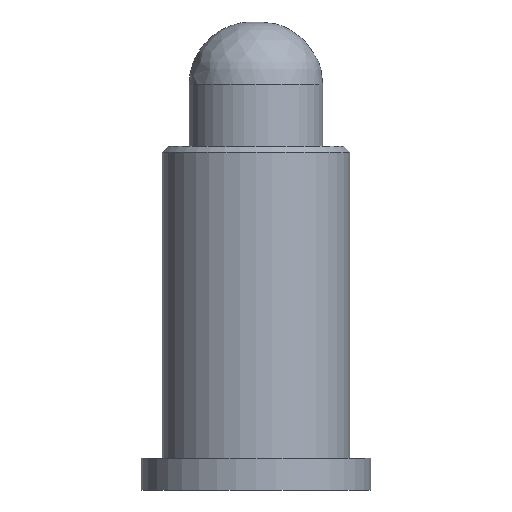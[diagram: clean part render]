
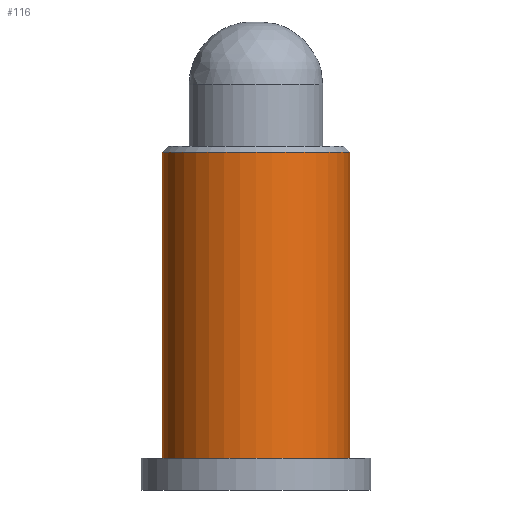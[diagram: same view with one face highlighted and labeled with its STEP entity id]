
A CAD part, front view. The second image highlights one B-rep face of the part: STEP entity #116.
In plain terms, the highlighted cylindrical face has radius 0.749 mm (diameter 1.499 mm), a full revolution.
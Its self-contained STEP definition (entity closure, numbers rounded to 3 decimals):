
#22=CYLINDRICAL_SURFACE('',#141,0.749);
#26=FACE_OUTER_BOUND('',#35,.T.);
#35=EDGE_LOOP('',(#90,#91,#92,#93));
#46=LINE('',#207,#50);
#50=VECTOR('',#167,0.749);
#54=CIRCLE('',#140,0.749);
#55=CIRCLE('',#142,0.749);
#64=VERTEX_POINT('',#202);
#65=VERTEX_POINT('',#206);
#74=EDGE_CURVE('',#64,#64,#54,.T.);
#75=EDGE_CURVE('',#64,#65,#46,.T.);
#76=EDGE_CURVE('',#65,#65,#55,.T.);
#90=ORIENTED_EDGE('',*,*,#74,.F.);
#91=ORIENTED_EDGE('',*,*,#75,.T.);
#92=ORIENTED_EDGE('',*,*,#76,.F.);
#93=ORIENTED_EDGE('',*,*,#75,.F.);
#116=ADVANCED_FACE('',(#26),#22,.T.);
#140=AXIS2_PLACEMENT_3D('',#204,#163,#164);
#141=AXIS2_PLACEMENT_3D('',#205,#165,#166);
#142=AXIS2_PLACEMENT_3D('',#208,#168,#169);
#163=DIRECTION('center_axis',(0.,0.,1.));
#164=DIRECTION('ref_axis',(-1.,0.,0.));
#165=DIRECTION('center_axis',(0.,0.,1.));
#166=DIRECTION('ref_axis',(-1.,0.,0.));
#167=DIRECTION('',(0.,0.,-1.));
#168=DIRECTION('center_axis',(0.,0.,-1.));
#169=DIRECTION('ref_axis',(-1.,0.,0.));
#202=CARTESIAN_POINT('',(0.749,0.,2.693));
#204=CARTESIAN_POINT('Origin',(0.,0.,2.693));
#205=CARTESIAN_POINT('Origin',(0.,0.,0.254));
#206=CARTESIAN_POINT('',(0.749,0.,0.254));
#207=CARTESIAN_POINT('',(0.749,0.,0.254));
#208=CARTESIAN_POINT('Origin',(0.,0.,0.254));
